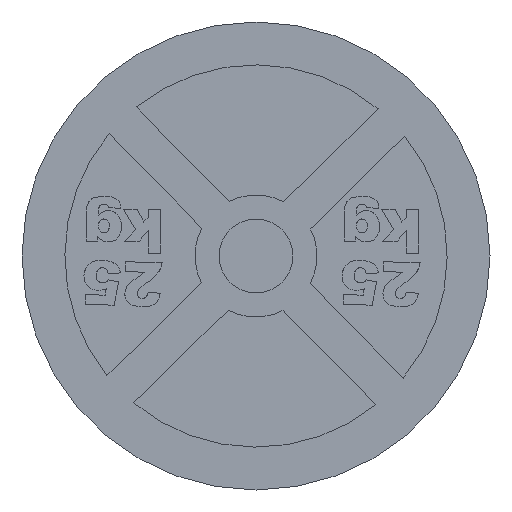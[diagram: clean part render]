
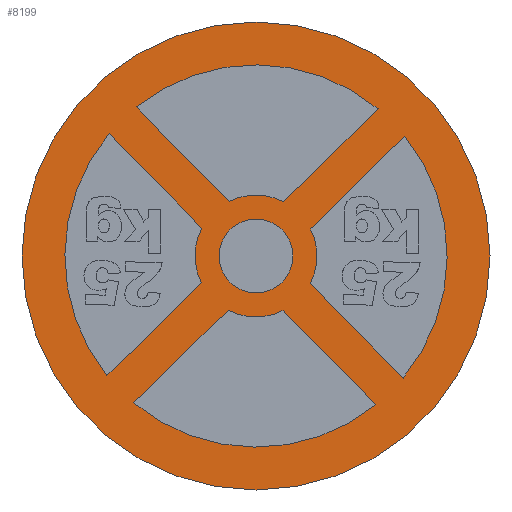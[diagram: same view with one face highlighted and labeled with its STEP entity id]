
A CAD part, front view. The second image highlights one B-rep face of the part: STEP entity #8199.
In plain terms, the highlighted planar face has unit normal (0, -1, 0).
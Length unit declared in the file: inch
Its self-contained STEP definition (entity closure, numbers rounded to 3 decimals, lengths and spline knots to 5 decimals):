
#42=CIRCLE('',#8359,0.3926);
#44=CIRCLE('',#8363,0.125);
#46=CIRCLE('',#8368,0.3926);
#47=CIRCLE('',#8371,0.125);
#48=CIRCLE('',#8375,0.3926);
#49=CIRCLE('',#8378,0.125);
#50=CIRCLE('',#8382,0.3926);
#52=CIRCLE('',#8386,0.125);
#54=CIRCLE('',#8391,0.07585);
#71=CIRCLE('',#8432,0.4806);
#97=FACE_BOUND('',#1773,.T.);
#98=FACE_BOUND('',#1774,.T.);
#99=FACE_BOUND('',#1775,.T.);
#100=FACE_BOUND('',#1776,.T.);
#101=FACE_BOUND('',#1777,.T.);
#1308=FACE_OUTER_BOUND('',#1772,.T.);
#1772=EDGE_LOOP('',(#7579));
#1773=EDGE_LOOP('',(#7580,#7581,#7582,#7583));
#1774=EDGE_LOOP('',(#7584,#7585,#7586,#7587));
#1775=EDGE_LOOP('',(#7588,#7589,#7590,#7591));
#1776=EDGE_LOOP('',(#7592,#7593,#7594,#7595));
#1777=EDGE_LOOP('',(#7596));
#2392=LINE('',#16198,#3063);
#2396=LINE('',#16209,#3067);
#2400=LINE('',#16220,#3071);
#2403=LINE('',#16227,#3074);
#2406=LINE('',#16237,#3077);
#2409=LINE('',#16244,#3080);
#2412=LINE('',#16257,#3083);
#2416=LINE('',#16268,#3087);
#3063=VECTOR('',#9347,0.3937);
#3067=VECTOR('',#9359,0.3937);
#3071=VECTOR('',#9371,0.3937);
#3074=VECTOR('',#9380,0.3937);
#3077=VECTOR('',#9391,0.3937);
#3080=VECTOR('',#9400,0.3937);
#3083=VECTOR('',#9413,0.3937);
#3087=VECTOR('',#9425,0.3937);
#3880=VERTEX_POINT('',#16188);
#3881=VERTEX_POINT('',#16189);
#3884=VERTEX_POINT('',#16197);
#3886=VERTEX_POINT('',#16203);
#3888=VERTEX_POINT('',#16213);
#3889=VERTEX_POINT('',#16214);
#3890=VERTEX_POINT('',#16219);
#3891=VERTEX_POINT('',#16223);
#3892=VERTEX_POINT('',#16230);
#3893=VERTEX_POINT('',#16231);
#3894=VERTEX_POINT('',#16236);
#3895=VERTEX_POINT('',#16240);
#3896=VERTEX_POINT('',#16247);
#3897=VERTEX_POINT('',#16248);
#3900=VERTEX_POINT('',#16256);
#3902=VERTEX_POINT('',#16262);
#3904=VERTEX_POINT('',#16272);
#3933=VERTEX_POINT('',#16372);
#5066=EDGE_CURVE('',#3880,#3881,#42,.T.);
#5070=EDGE_CURVE('',#3881,#3884,#2392,.T.);
#5073=EDGE_CURVE('',#3884,#3886,#44,.T.);
#5076=EDGE_CURVE('',#3886,#3880,#2396,.T.);
#5078=EDGE_CURVE('',#3888,#3889,#46,.T.);
#5081=EDGE_CURVE('',#3889,#3890,#2400,.T.);
#5083=EDGE_CURVE('',#3890,#3891,#47,.T.);
#5085=EDGE_CURVE('',#3891,#3888,#2403,.T.);
#5086=EDGE_CURVE('',#3892,#3893,#48,.T.);
#5089=EDGE_CURVE('',#3893,#3894,#2406,.T.);
#5091=EDGE_CURVE('',#3894,#3895,#49,.T.);
#5093=EDGE_CURVE('',#3895,#3892,#2409,.T.);
#5094=EDGE_CURVE('',#3896,#3897,#50,.T.);
#5098=EDGE_CURVE('',#3897,#3900,#2412,.T.);
#5101=EDGE_CURVE('',#3900,#3902,#52,.T.);
#5104=EDGE_CURVE('',#3902,#3896,#2416,.T.);
#5106=EDGE_CURVE('',#3904,#3904,#54,.T.);
#5154=EDGE_CURVE('',#3933,#3933,#71,.T.);
#7579=ORIENTED_EDGE('',*,*,#5154,.F.);
#7580=ORIENTED_EDGE('',*,*,#5066,.T.);
#7581=ORIENTED_EDGE('',*,*,#5070,.T.);
#7582=ORIENTED_EDGE('',*,*,#5073,.T.);
#7583=ORIENTED_EDGE('',*,*,#5076,.T.);
#7584=ORIENTED_EDGE('',*,*,#5078,.T.);
#7585=ORIENTED_EDGE('',*,*,#5081,.T.);
#7586=ORIENTED_EDGE('',*,*,#5083,.T.);
#7587=ORIENTED_EDGE('',*,*,#5085,.T.);
#7588=ORIENTED_EDGE('',*,*,#5086,.T.);
#7589=ORIENTED_EDGE('',*,*,#5089,.T.);
#7590=ORIENTED_EDGE('',*,*,#5091,.T.);
#7591=ORIENTED_EDGE('',*,*,#5093,.T.);
#7592=ORIENTED_EDGE('',*,*,#5094,.T.);
#7593=ORIENTED_EDGE('',*,*,#5098,.T.);
#7594=ORIENTED_EDGE('',*,*,#5101,.T.);
#7595=ORIENTED_EDGE('',*,*,#5104,.T.);
#7596=ORIENTED_EDGE('',*,*,#5106,.T.);
#7760=PLANE('',#8434);
#8199=ADVANCED_FACE('',(#1308,#97,#98,#99,#100,#101),#7760,.F.);
#8359=AXIS2_PLACEMENT_3D('',#16190,#9339,#9340);
#8363=AXIS2_PLACEMENT_3D('',#16204,#9352,#9353);
#8368=AXIS2_PLACEMENT_3D('',#16215,#9365,#9366);
#8371=AXIS2_PLACEMENT_3D('',#16224,#9375,#9376);
#8375=AXIS2_PLACEMENT_3D('',#16232,#9385,#9386);
#8378=AXIS2_PLACEMENT_3D('',#16241,#9395,#9396);
#8382=AXIS2_PLACEMENT_3D('',#16249,#9405,#9406);
#8386=AXIS2_PLACEMENT_3D('',#16263,#9418,#9419);
#8391=AXIS2_PLACEMENT_3D('',#16273,#9431,#9432);
#8432=AXIS2_PLACEMENT_3D('',#16374,#9544,#9545);
#8434=AXIS2_PLACEMENT_3D('',#16376,#9548,#9549);
#9339=DIRECTION('center_axis',(0.,1.,0.));
#9340=DIRECTION('ref_axis',(-1.,0.,0.));
#9347=DIRECTION('',(-0.713,0.,-0.701));
#9352=DIRECTION('center_axis',(0.,-1.,0.));
#9353=DIRECTION('ref_axis',(-1.,0.,0.));
#9359=DIRECTION('',(-0.701,0.,0.713));
#9365=DIRECTION('center_axis',(0.,1.,0.));
#9366=DIRECTION('ref_axis',(-1.,0.,0.));
#9371=DIRECTION('',(-0.701,0.,0.713));
#9375=DIRECTION('center_axis',(0.,-1.,0.));
#9376=DIRECTION('ref_axis',(-1.,0.,0.));
#9380=DIRECTION('',(0.713,0.,0.701));
#9385=DIRECTION('center_axis',(0.,1.,0.));
#9386=DIRECTION('ref_axis',(-1.,0.,0.));
#9391=DIRECTION('',(0.701,0.,-0.713));
#9395=DIRECTION('center_axis',(0.,-1.,0.));
#9396=DIRECTION('ref_axis',(-1.,0.,0.));
#9400=DIRECTION('',(-0.713,0.,-0.701));
#9405=DIRECTION('center_axis',(0.,1.,0.));
#9406=DIRECTION('ref_axis',(-1.,0.,0.));
#9413=DIRECTION('',(0.713,0.,0.701));
#9418=DIRECTION('center_axis',(0.,-1.,0.));
#9419=DIRECTION('ref_axis',(-1.,0.,0.));
#9425=DIRECTION('',(0.701,0.,-0.713));
#9431=DIRECTION('center_axis',(0.,1.,0.));
#9432=DIRECTION('ref_axis',(-1.,0.,0.));
#9544=DIRECTION('center_axis',(0.,1.,0.));
#9545=DIRECTION('ref_axis',(1.,0.,0.));
#9548=DIRECTION('center_axis',(0.,1.,0.));
#9549=DIRECTION('ref_axis',(1.,0.,0.));
#16188=CARTESIAN_POINT('',(-0.40625,0.,0.54013));
#16189=CARTESIAN_POINT('',(0.09048,0.,0.5361));
#16190=CARTESIAN_POINT('Origin',(-0.16035,0.,0.23407));
#16197=CARTESIAN_POINT('',(-0.1034,0.,0.34534));
#16198=CARTESIAN_POINT('',(-0.14568,0.,0.30374));
#16203=CARTESIAN_POINT('',(-0.2155,0.,0.34625));
#16204=CARTESIAN_POINT('Origin',(-0.16035,0.,0.23407));
#16209=CARTESIAN_POINT('',(-0.26927,0.,0.40091));
#16213=CARTESIAN_POINT('',(0.14547,0.,0.48026));
#16214=CARTESIAN_POINT('',(0.14167,0.,-0.01676));
#16215=CARTESIAN_POINT('Origin',(-0.16035,0.,0.23407));
#16219=CARTESIAN_POINT('',(-0.04908,0.,0.17712));
#16220=CARTESIAN_POINT('',(-0.09069,0.,0.2194));
#16223=CARTESIAN_POINT('',(-0.04835,0.,0.28956));
#16224=CARTESIAN_POINT('Origin',(-0.16035,0.,0.23407));
#16227=CARTESIAN_POINT('',(0.00623,0.,0.34327));
#16230=CARTESIAN_POINT('',(-0.46641,0.,-0.01183));
#16231=CARTESIAN_POINT('',(-0.46214,0.,0.48519));
#16232=CARTESIAN_POINT('Origin',(-0.16035,0.,0.23407));
#16236=CARTESIAN_POINT('',(-0.27145,0.,0.29137));
#16237=CARTESIAN_POINT('',(-0.2298,0.,0.24905));
#16240=CARTESIAN_POINT('',(-0.27253,0.,0.17893));
#16241=CARTESIAN_POINT('Origin',(-0.16035,0.,0.23407));
#16244=CARTESIAN_POINT('',(-0.32719,0.,0.12515));
#16247=CARTESIAN_POINT('',(0.08584,0.,-0.07175));
#16248=CARTESIAN_POINT('',(-0.41147,0.,-0.06772));
#16249=CARTESIAN_POINT('Origin',(-0.16035,0.,0.23407));
#16256=CARTESIAN_POINT('',(-0.21766,0.,0.12298));
#16257=CARTESIAN_POINT('',(-0.17533,0.,0.16463));
#16262=CARTESIAN_POINT('',(-0.10486,0.,0.12206));
#16263=CARTESIAN_POINT('Origin',(-0.16035,0.,0.23407));
#16268=CARTESIAN_POINT('',(-0.05116,0.,0.06748));
#16272=CARTESIAN_POINT('',(-0.08451,0.,0.23407));
#16273=CARTESIAN_POINT('Origin',(-0.16035,0.,0.23407));
#16372=CARTESIAN_POINT('',(-0.64096,0.,0.23407));
#16374=CARTESIAN_POINT('Origin',(-0.16035,0.,0.23407));
#16376=CARTESIAN_POINT('Origin',(-0.16035,0.,0.23407));
